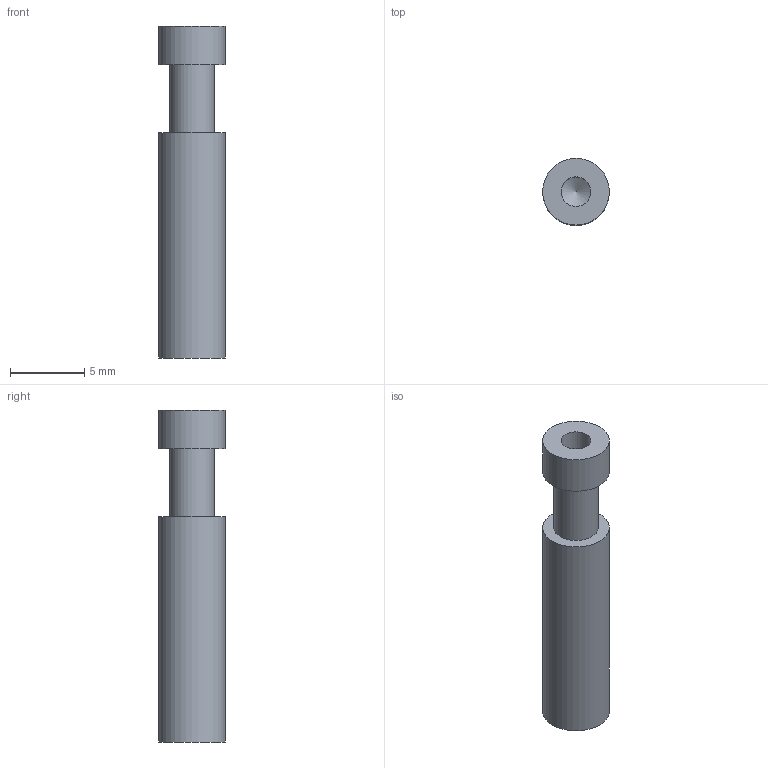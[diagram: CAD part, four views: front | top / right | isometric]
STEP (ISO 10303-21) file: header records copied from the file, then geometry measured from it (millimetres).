
FILE_DESCRIPTION(/* description */ (''),/* implementation_level */ '2;1');
FILE_NAME(/* name */ 'n 02 025 003x xnxc001-01.stp',/* time_stamp */ '2021-04-20T11:20:28+02:00',/* author */ (''),/* organization */ (''),/* preprocessor_version */ 'ST-DEVELOPER v16.7',/* originating_system */ 'SIEMENS PLM Software NX 12.0',/* authorisation */ '');
FILE_SCHEMA (('AUTOMOTIVE_DESIGN { 1 0 10303 214 3 1 1 1 }'));
Length unit declared in the file: millimetre
Products named in the file (1): n 02 025 003x xnxc001-01
Bounding box: 4.5 x 4.5 x 22.39 mm (x, y, z)
Volume: 237.8 mm3; surface area: 473.9 mm2
Topology: 1 solids, 1 shells, 11 faces, 23 edges, 15 vertices
Faces by surface type: cylinder 5, plane 3, cone 3
Full cylindrical faces by diameter (mm): 2 x1, 2.5 x1, 3 x1, 4.5 x2
Entity records: 246 total; most frequent: DIRECTION 44, CARTESIAN_POINT 34, FACE_BOUND 22, AXIS2_PLACEMENT_3D 22, EDGE_LOOP 20, ORIENTED_EDGE 20, VERTEX_POINT 12, ADVANCED_FACE 11
